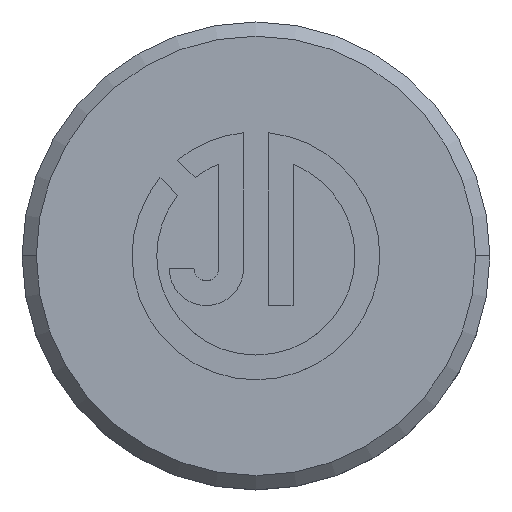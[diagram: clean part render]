
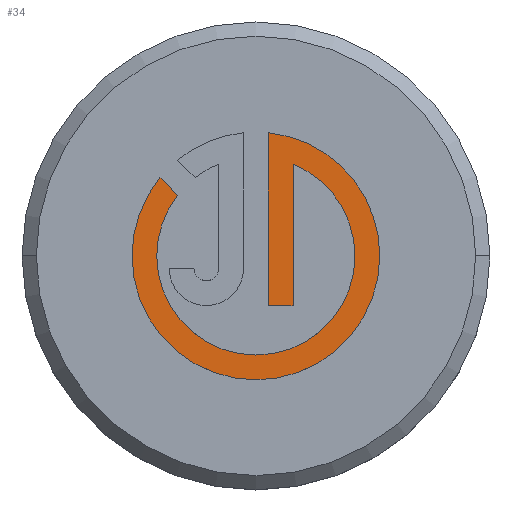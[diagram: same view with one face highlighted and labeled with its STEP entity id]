
A CAD part, top view. The second image highlights one B-rep face of the part: STEP entity #34.
In plain terms, the highlighted planar face has unit normal (0, 0, 1).
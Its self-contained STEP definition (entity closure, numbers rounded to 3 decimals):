
#34 = ADVANCED_FACE ( 'NONE', ( #1940 ), #1138, .T. ) ;
#44 = AXIS2_PLACEMENT_3D ( 'NONE', #1049, #2329, #1237 ) ;
#95 = CARTESIAN_POINT ( 'NONE',  ( -0.005, -0.003, 119.9 ) ) ;
#100 = AXIS2_PLACEMENT_3D ( 'NONE', #1106, #965, #953 ) ;
#104 = ORIENTED_EDGE ( 'NONE', *, *, #328, .T. ) ;
#229 = VERTEX_POINT ( 'NONE', #2283 ) ;
#282 = DIRECTION ( 'NONE',  ( 1., 0., 0. ) ) ;
#289 = EDGE_CURVE ( 'NONE', #1135, #824, #2332, .T. ) ;
#301 = VERTEX_POINT ( 'NONE', #2339 ) ;
#328 = EDGE_CURVE ( 'NONE', #2291, #229, #1370, .T. ) ;
#331 = EDGE_CURVE ( 'NONE', #805, #686, #353, .T. ) ;
#353 = LINE ( 'NONE', #2142, #829 ) ;
#372 = LINE ( 'NONE', #1869, #2302 ) ;
#375 = DIRECTION ( 'NONE',  ( 0., 1., 0. ) ) ;
#440 = AXIS2_PLACEMENT_3D ( 'NONE', #1060, #1789, #1784 ) ;
#467 = CIRCLE ( 'NONE', #1293, 4.871 ) ;
#550 = CARTESIAN_POINT ( 'NONE',  ( -4.876, -0.003, 119.9 ) ) ;
#552 = VECTOR ( 'NONE', #375, 1000. ) ;
#565 = CARTESIAN_POINT ( 'NONE',  ( 1.821, 0., 119.9 ) ) ;
#584 = DIRECTION ( 'NONE',  ( 0., 0., 1. ) ) ;
#598 = CIRCLE ( 'NONE', #600, 6.089 ) ;
#600 = AXIS2_PLACEMENT_3D ( 'NONE', #1702, #584, #1891 ) ;
#607 = CARTESIAN_POINT ( 'NONE',  ( 0.604, 6.055, 119.9 ) ) ;
#686 = VERTEX_POINT ( 'NONE', #1870 ) ;
#740 = EDGE_CURVE ( 'NONE', #1355, #805, #598, .T. ) ;
#805 = VERTEX_POINT ( 'NONE', #607 ) ;
#824 = VERTEX_POINT ( 'NONE', #2098 ) ;
#829 = VECTOR ( 'NONE', #2131, 1000. ) ;
#851 = EDGE_CURVE ( 'NONE', #824, #1355, #871, .T. ) ;
#860 = EDGE_CURVE ( 'NONE', #301, #2291, #926, .T. ) ;
#871 = CIRCLE ( 'NONE', #1843, 6.089 ) ;
#883 = ORIENTED_EDGE ( 'NONE', *, *, #289, .T. ) ;
#926 = CIRCLE ( 'NONE', #44, 4.871 ) ;
#939 = DIRECTION ( 'NONE',  ( -0.707, 0.707, 0. ) ) ;
#948 = VERTEX_POINT ( 'NONE', #2342 ) ;
#953 = DIRECTION ( 'NONE',  ( 1., 0., 0. ) ) ;
#965 = DIRECTION ( 'NONE',  ( 0., 0., 1. ) ) ;
#1049 = CARTESIAN_POINT ( 'NONE',  ( -0.005, -0.003, 119.9 ) ) ;
#1060 = CARTESIAN_POINT ( 'NONE',  ( -0.005, -0.003, 119.9 ) ) ;
#1077 = AXIS2_PLACEMENT_3D ( 'NONE', #1966, #1771, #1607 ) ;
#1101 = DIRECTION ( 'NONE',  ( 0., 0., -1. ) ) ;
#1106 = CARTESIAN_POINT ( 'NONE',  ( 0., 0., 119.9 ) ) ;
#1135 = VERTEX_POINT ( 'NONE', #1709 ) ;
#1138 = PLANE ( 'NONE',  #100 ) ;
#1142 = DIRECTION ( 'NONE',  ( 1., 0., 0. ) ) ;
#1237 = DIRECTION ( 'NONE',  ( -1., 0., 0. ) ) ;
#1241 = LINE ( 'NONE', #565, #552 ) ;
#1290 = VECTOR ( 'NONE', #939, 1000. ) ;
#1293 = AXIS2_PLACEMENT_3D ( 'NONE', #2191, #1101, #2384 ) ;
#1355 = VERTEX_POINT ( 'NONE', #2048 ) ;
#1356 = EDGE_LOOP ( 'NONE', ( #1858, #2366, #104, #1460, #883, #1364, #1927, #1461, #1499, #1377 ) ) ;
#1358 = EDGE_CURVE ( 'NONE', #686, #1491, #372, .T. ) ;
#1364 = ORIENTED_EDGE ( 'NONE', *, *, #851, .T. ) ;
#1370 = CIRCLE ( 'NONE', #1077, 4.871 ) ;
#1377 = ORIENTED_EDGE ( 'NONE', *, *, #2328, .T. ) ;
#1412 = DIRECTION ( 'NONE',  ( 0., 0., 1. ) ) ;
#1460 = ORIENTED_EDGE ( 'NONE', *, *, #1591, .T. ) ;
#1461 = ORIENTED_EDGE ( 'NONE', *, *, #331, .T. ) ;
#1491 = VERTEX_POINT ( 'NONE', #1718 ) ;
#1499 = ORIENTED_EDGE ( 'NONE', *, *, #1358, .T. ) ;
#1591 = EDGE_CURVE ( 'NONE', #229, #1135, #1775, .T. ) ;
#1607 = DIRECTION ( 'NONE',  ( -1., 0., 0. ) ) ;
#1669 = CARTESIAN_POINT ( 'NONE',  ( -3.853, 2.983, 119.9 ) ) ;
#1702 = CARTESIAN_POINT ( 'NONE',  ( -0.005, -0.003, 119.9 ) ) ;
#1709 = CARTESIAN_POINT ( 'NONE',  ( -4.719, 3.85, 119.9 ) ) ;
#1718 = CARTESIAN_POINT ( 'NONE',  ( 1.821, -2.439, 119.9 ) ) ;
#1771 = DIRECTION ( 'NONE',  ( 0., 0., -1. ) ) ;
#1775 = LINE ( 'NONE', #1669, #1290 ) ;
#1784 = DIRECTION ( 'NONE',  ( 1., 0., 0. ) ) ;
#1789 = DIRECTION ( 'NONE',  ( 0., 0., 1. ) ) ;
#1843 = AXIS2_PLACEMENT_3D ( 'NONE', #95, #1412, #282 ) ;
#1858 = ORIENTED_EDGE ( 'NONE', *, *, #2249, .T. ) ;
#1869 = CARTESIAN_POINT ( 'NONE',  ( 0., -2.439, 119.9 ) ) ;
#1870 = CARTESIAN_POINT ( 'NONE',  ( 0.604, -2.439, 119.9 ) ) ;
#1891 = DIRECTION ( 'NONE',  ( 1., 0., 0. ) ) ;
#1927 = ORIENTED_EDGE ( 'NONE', *, *, #740, .T. ) ;
#1940 = FACE_OUTER_BOUND ( 'NONE', #1356, .T. ) ;
#1966 = CARTESIAN_POINT ( 'NONE',  ( -0.005, -0.003, 119.9 ) ) ;
#2048 = CARTESIAN_POINT ( 'NONE',  ( 6.084, -0.003, 119.9 ) ) ;
#2098 = CARTESIAN_POINT ( 'NONE',  ( -6.094, -0.003, 119.9 ) ) ;
#2131 = DIRECTION ( 'NONE',  ( 0., -1., 0. ) ) ;
#2142 = CARTESIAN_POINT ( 'NONE',  ( 0.604, 0., 119.9 ) ) ;
#2191 = CARTESIAN_POINT ( 'NONE',  ( -0.005, -0.003, 119.9 ) ) ;
#2249 = EDGE_CURVE ( 'NONE', #948, #301, #467, .T. ) ;
#2283 = CARTESIAN_POINT ( 'NONE',  ( -3.853, 2.983, 119.9 ) ) ;
#2291 = VERTEX_POINT ( 'NONE', #550 ) ;
#2302 = VECTOR ( 'NONE', #1142, 1000. ) ;
#2328 = EDGE_CURVE ( 'NONE', #1491, #948, #1241, .T. ) ;
#2329 = DIRECTION ( 'NONE',  ( 0., 0., -1. ) ) ;
#2332 = CIRCLE ( 'NONE', #440, 6.089 ) ;
#2339 = CARTESIAN_POINT ( 'NONE',  ( 4.866, -0.003, 119.9 ) ) ;
#2342 = CARTESIAN_POINT ( 'NONE',  ( 1.821, 4.512, 119.9 ) ) ;
#2366 = ORIENTED_EDGE ( 'NONE', *, *, #860, .T. ) ;
#2384 = DIRECTION ( 'NONE',  ( -1., 0., 0. ) ) ;
